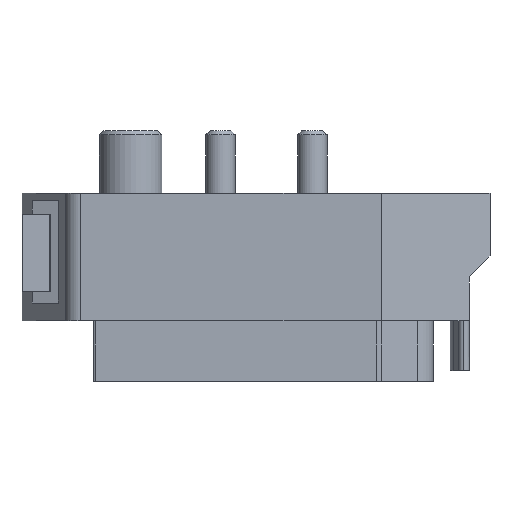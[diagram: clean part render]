
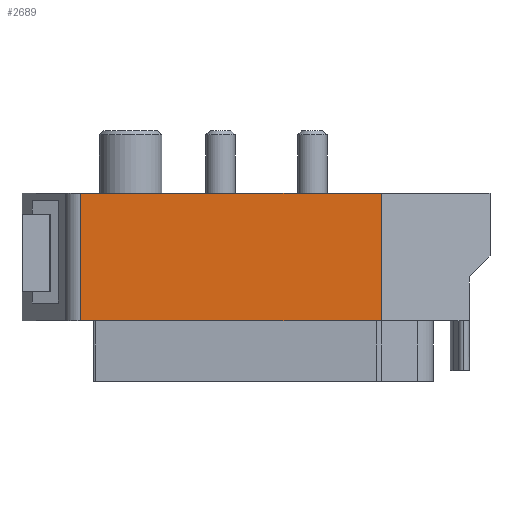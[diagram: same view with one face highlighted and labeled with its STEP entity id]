
A CAD part, front view. The second image highlights one B-rep face of the part: STEP entity #2689.
In plain terms, the highlighted planar face has unit normal (0, -1, 0).
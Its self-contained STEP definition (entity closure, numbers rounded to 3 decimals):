
#2631=CARTESIAN_POINT('',(-7.445,-16.2,6.));
#2632=VERTEX_POINT('',#2631);
#2641=CARTESIAN_POINT('',(-7.445,-16.2,-0.1));
#2642=VERTEX_POINT('',#2641);
#2650=CARTESIAN_POINT('',(-7.445,-16.2,-0.1));
#2651=DIRECTION('',(0.,0.,1.));
#2652=VECTOR('',#2651,6.1);
#2653=LINE('',#2650,#2652);
#2654=EDGE_CURVE('',#2642,#2632,#2653,.T.);
#2659=CARTESIAN_POINT('',(0.,-16.2,3.7));
#2660=DIRECTION('',(1.,0.,0.));
#2661=DIRECTION('',(0.,-1.,0.));
#2662=AXIS2_PLACEMENT_3D('',#2659,#2661,#2660);
#2663=PLANE('',#2662);
#2664=CARTESIAN_POINT('',(6.942,-16.2,6.));
#2665=VERTEX_POINT('',#2664);
#2666=CARTESIAN_POINT('',(6.942,-16.2,6.));
#2667=DIRECTION('',(-1.,0.,0.));
#2668=VECTOR('',#2667,14.387);
#2669=LINE('',#2666,#2668);
#2670=EDGE_CURVE('',#2665,#2632,#2669,.T.);
#2671=ORIENTED_EDGE('E246',*,*,#2670,.T.);
#2672=ORIENTED_EDGE('E246',*,*,#2654,.F.);
#2673=CARTESIAN_POINT('',(6.942,-16.2,-0.1));
#2674=VERTEX_POINT('',#2673);
#2675=CARTESIAN_POINT('',(-7.445,-16.2,-0.1));
#2676=DIRECTION('',(1.,0.,0.));
#2677=VECTOR('',#2676,14.387);
#2678=LINE('',#2675,#2677);
#2679=EDGE_CURVE('',#2642,#2674,#2678,.T.);
#2680=ORIENTED_EDGE('E247',*,*,#2679,.T.);
#2681=CARTESIAN_POINT('',(6.942,-16.2,-0.1));
#2682=DIRECTION('',(0.,0.,1.));
#2683=VECTOR('',#2682,6.1);
#2684=LINE('',#2681,#2683);
#2685=EDGE_CURVE('',#2674,#2665,#2684,.T.);
#2686=ORIENTED_EDGE('E248',*,*,#2685,.T.);
#2687=EDGE_LOOP('',(#2671,#2672,#2680,#2686));
#2688=FACE_OUTER_BOUND('',#2687,.T.);
#2689=ADVANCED_FACE('F67',(#2688),#2663,.T.);
